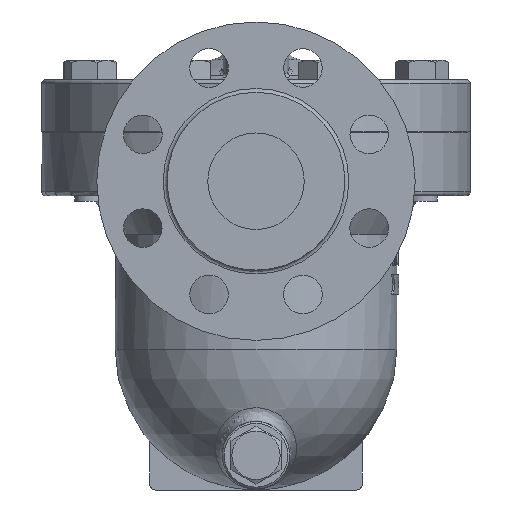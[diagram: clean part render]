
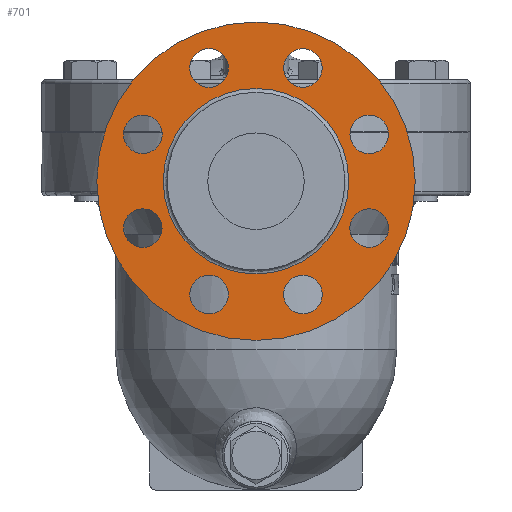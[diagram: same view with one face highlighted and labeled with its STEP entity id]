
A CAD part, left-side view. The second image highlights one B-rep face of the part: STEP entity #701.
In plain terms, the highlighted free-form (B-spline) face has degree [1, 1] with [2, 2] control points.
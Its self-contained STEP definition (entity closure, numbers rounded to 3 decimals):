
#361=CARTESIAN_POINT('',(-181.6,0.0,90.));
#362=VERTEX_POINT('',#361);
#363=CARTESIAN_POINT('',(-181.6,0.0,7.5));
#364=DIRECTION('',(-1.0,0.0,0.0));
#365=DIRECTION('',(0.0,0.0,1.0));
#366=AXIS2_PLACEMENT_3D('',#363,#364,#365);
#367=CIRCLE('',#366,82.5);
#368=EDGE_CURVE('',#362,#362,#367,.T.);
#538=CARTESIAN_POINT('',(-181.6,0.0,55.55));
#539=VERTEX_POINT('',#538);
#540=CARTESIAN_POINT('',(-181.6,0.0,7.5));
#541=DIRECTION('',(-1.0,0.0,0.0));
#542=DIRECTION('',(0.0,0.0,-1.0));
#543=AXIS2_PLACEMENT_3D('',#540,#541,#542);
#544=CIRCLE('',#543,48.05);
#545=EDGE_CURVE('',#539,#539,#544,.T.);
#602=CARTESIAN_POINT('',(-181.6,82.5,90.));
#603=CARTESIAN_POINT('',(-181.6,82.5,-75.));
#604=CARTESIAN_POINT('',(-181.6,-82.5,90.));
#605=CARTESIAN_POINT('',(-181.6,-82.5,-75.));
#606=B_SPLINE_SURFACE_WITH_KNOTS('',1,1,((#602,#604),(#603,#605)),.UNSPECIFIED.,.F.,.F.,.U.,(2,2),(2,2),(0.0,165.),(0.0,165.),.UNSPECIFIED.);
#607=ORIENTED_EDGE('',*,*,#368,.T.);
#608=EDGE_LOOP('',(#607));
#609=FACE_OUTER_BOUND('',#608,.T.);
#610=CARTESIAN_POINT('',(-181.6,24.3,56.166));
#611=VERTEX_POINT('',#610);
#612=CARTESIAN_POINT('',(-181.6,24.3,66.166));
#613=DIRECTION('',(1.0,0.0,0.0));
#614=DIRECTION('',(0.0,0.0,-1.0));
#615=AXIS2_PLACEMENT_3D('',#612,#613,#614);
#616=CIRCLE('',#615,10.0);
#617=EDGE_CURVE('',#611,#611,#616,.T.);
#618=ORIENTED_EDGE('',*,*,#617,.T.);
#619=EDGE_LOOP('',(#618));
#620=FACE_BOUND('',#619,.T.);
#621=CARTESIAN_POINT('',(-181.6,51.595,24.729));
#622=VERTEX_POINT('',#621);
#623=CARTESIAN_POINT('',(-181.6,58.666,31.8));
#624=DIRECTION('',(1.0,0.,0.));
#625=DIRECTION('',(0.,-0.707,-0.707));
#626=AXIS2_PLACEMENT_3D('',#623,#624,#625);
#627=CIRCLE('',#626,10.0);
#628=EDGE_CURVE('',#622,#622,#627,.T.);
#629=ORIENTED_EDGE('',*,*,#628,.T.);
#630=EDGE_LOOP('',(#629));
#631=FACE_BOUND('',#630,.T.);
#632=CARTESIAN_POINT('',(-181.6,48.666,-16.8));
#633=VERTEX_POINT('',#632);
#634=CARTESIAN_POINT('',(-181.6,58.666,-16.8));
#635=DIRECTION('',(1.0,0.0,0.0));
#636=DIRECTION('',(0.0,-1.0,0.0));
#637=AXIS2_PLACEMENT_3D('',#634,#635,#636);
#638=CIRCLE('',#637,10.0);
#639=EDGE_CURVE('',#633,#633,#638,.T.);
#640=ORIENTED_EDGE('',*,*,#639,.T.);
#641=EDGE_LOOP('',(#640));
#642=FACE_BOUND('',#641,.T.);
#643=CARTESIAN_POINT('',(-181.6,17.229,-44.095));
#644=VERTEX_POINT('',#643);
#645=CARTESIAN_POINT('',(-181.6,24.3,-51.166));
#646=DIRECTION('',(1.0,0.,0.));
#647=DIRECTION('',(0.,-0.707,0.707));
#648=AXIS2_PLACEMENT_3D('',#645,#646,#647);
#649=CIRCLE('',#648,10.0);
#650=EDGE_CURVE('',#644,#644,#649,.T.);
#651=ORIENTED_EDGE('',*,*,#650,.T.);
#652=EDGE_LOOP('',(#651));
#653=FACE_BOUND('',#652,.T.);
#654=CARTESIAN_POINT('',(-181.6,-24.3,-41.166));
#655=VERTEX_POINT('',#654);
#656=CARTESIAN_POINT('',(-181.6,-24.3,-51.166));
#657=DIRECTION('',(1.0,0.0,0.0));
#658=DIRECTION('',(0.0,0.0,1.0));
#659=AXIS2_PLACEMENT_3D('',#656,#657,#658);
#660=CIRCLE('',#659,10.0);
#661=EDGE_CURVE('',#655,#655,#660,.T.);
#662=ORIENTED_EDGE('',*,*,#661,.T.);
#663=EDGE_LOOP('',(#662));
#664=FACE_BOUND('',#663,.T.);
#665=CARTESIAN_POINT('',(-181.6,-51.595,-9.729));
#666=VERTEX_POINT('',#665);
#667=CARTESIAN_POINT('',(-181.6,-58.666,-16.8));
#668=DIRECTION('',(1.0,0.,0.));
#669=DIRECTION('',(0.,0.707,0.707));
#670=AXIS2_PLACEMENT_3D('',#667,#668,#669);
#671=CIRCLE('',#670,10.0);
#672=EDGE_CURVE('',#666,#666,#671,.T.);
#673=ORIENTED_EDGE('',*,*,#672,.T.);
#674=EDGE_LOOP('',(#673));
#675=FACE_BOUND('',#674,.T.);
#676=CARTESIAN_POINT('',(-181.6,-48.666,31.8));
#677=VERTEX_POINT('',#676);
#678=CARTESIAN_POINT('',(-181.6,-58.666,31.8));
#679=DIRECTION('',(1.0,0.0,0.0));
#680=DIRECTION('',(0.0,1.0,0.0));
#681=AXIS2_PLACEMENT_3D('',#678,#679,#680);
#682=CIRCLE('',#681,10.0);
#683=EDGE_CURVE('',#677,#677,#682,.T.);
#684=ORIENTED_EDGE('',*,*,#683,.T.);
#685=EDGE_LOOP('',(#684));
#686=FACE_BOUND('',#685,.T.);
#687=CARTESIAN_POINT('',(-181.6,-17.229,59.095));
#688=VERTEX_POINT('',#687);
#689=CARTESIAN_POINT('',(-181.6,-24.3,66.166));
#690=DIRECTION('',(1.0,0.,0.));
#691=DIRECTION('',(0.,0.707,-0.707));
#692=AXIS2_PLACEMENT_3D('',#689,#690,#691);
#693=CIRCLE('',#692,10.0);
#694=EDGE_CURVE('',#688,#688,#693,.T.);
#695=ORIENTED_EDGE('',*,*,#694,.T.);
#696=EDGE_LOOP('',(#695));
#697=FACE_BOUND('',#696,.T.);
#698=ORIENTED_EDGE('',*,*,#545,.F.);
#699=EDGE_LOOP('',(#698));
#700=FACE_BOUND('',#699,.T.);
#701=ADVANCED_FACE('',(#609,#620,#631,#642,#653,#664,#675,#686,#697,#700),#606,.T.);
